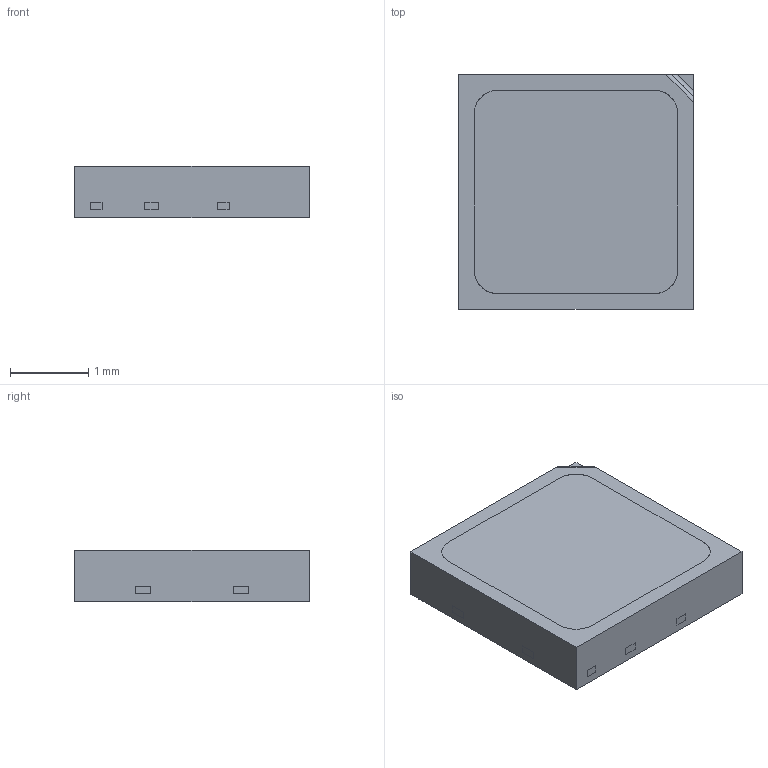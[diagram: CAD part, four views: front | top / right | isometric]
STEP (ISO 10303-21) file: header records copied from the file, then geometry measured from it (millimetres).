
FILE_DESCRIPTION (( 'STEP AP214' ), '1' );
FILE_NAME ('3030-063(3D).STEP', '2023-02-09T18:32:01', ( '' ), ( '' ), 'SwSTEP 2.0', 'SolidWorks 2022', '' );
FILE_SCHEMA (( 'AUTOMOTIVE_DESIGN' ));
Length unit declared in the file: millimetre
Products named in the file (7): ____2^3030-063__A_O.STEP; ____5^3030-063__A_O.STEP; 3030-063(3D); ____3^3030-063__A_O.STEP; 3030-063(3D).STEP; ____4^3030-063__A_O.STEP; ____1^3030HE_2240_6V__A_O.STEP
Assembly tree (6 placements, depth 3):
  3030-063(3D)
    3030-063(3D).STEP
      ____1^3030HE_2240_6V__A_O.STEP
      ____2^3030-063__A_O.STEP
      ____3^3030-063__A_O.STEP
      ____4^3030-063__A_O.STEP
      ____5^3030-063__A_O.STEP
Bounding box: 3 x 3 x 0.66 mm (x, y, z)
Surface area: 66.7 mm2
Topology: 9 solids, 9 shells, 297 faces, 867 edges, 577 vertices
Faces by surface type: plane 159, cylinder 104, torus 16, sphere 8, bspline 6, cone 4
Entity records: 12694 total; most frequent: CARTESIAN_POINT 4305, ORIENTED_EDGE 1728, DIRECTION 1706, EDGE_CURVE 864, VERTEX_POINT 576, AXIS2_PLACEMENT_3D 573, LINE 560, VECTOR 560
